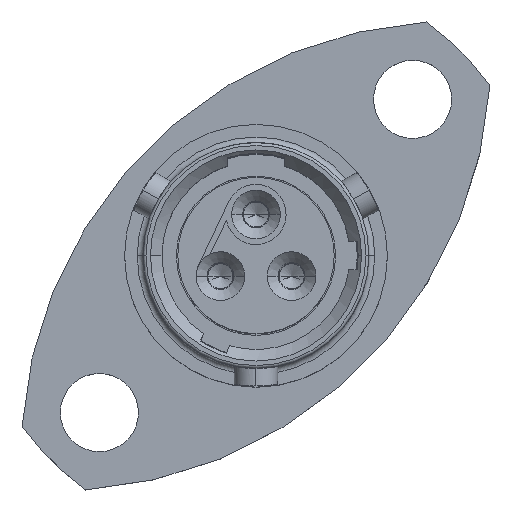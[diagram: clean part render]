
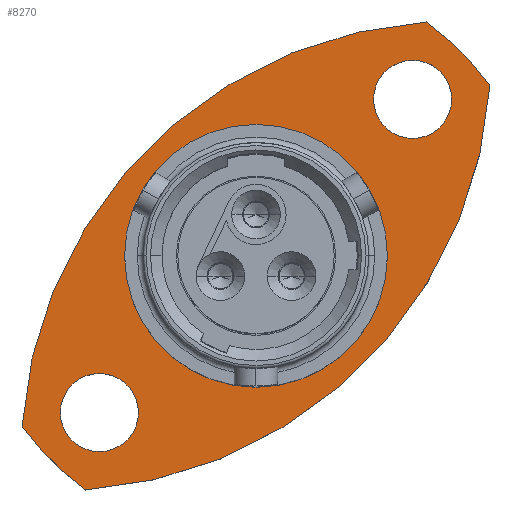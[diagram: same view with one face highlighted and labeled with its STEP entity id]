
A CAD part, top view. The second image highlights one B-rep face of the part: STEP entity #8270.
In plain terms, the highlighted planar face has unit normal (0, 0, 1).
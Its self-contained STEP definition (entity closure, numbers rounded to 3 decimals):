
#449 = CIRCLE ( 'NONE', #127890, 1.35 ) ;
#2334 = DIRECTION ( 'NONE',  ( 1., 0., 0. ) ) ;
#3283 = EDGE_LOOP ( 'NONE', ( #108399, #64761 ) ) ;
#4319 = EDGE_CURVE ( 'NONE', #49627, #121979, #14626, .T. ) ;
#6741 = CARTESIAN_POINT ( 'NONE',  ( -5.409, -5.409, 9.2 ) ) ;
#8270 = ADVANCED_FACE ( 'NONE', ( #61813, #118634, #91942, #31458 ), #139774, .T. ) ;
#10283 = ORIENTED_EDGE ( 'NONE', *, *, #18469, .F. ) ;
#12018 = EDGE_CURVE ( 'NONE', #28042, #20856, #111130, .T. ) ;
#12768 = ORIENTED_EDGE ( 'NONE', *, *, #57209, .F. ) ;
#13062 = CARTESIAN_POINT ( 'NONE',  ( 0., 0., 9.2 ) ) ;
#14626 = CIRCLE ( 'NONE', #31990, 1.35 ) ;
#18112 = DIRECTION ( 'NONE',  ( 1., 0., 0. ) ) ;
#18469 = EDGE_CURVE ( 'NONE', #35746, #28042, #66982, .T. ) ;
#18754 = DIRECTION ( 'NONE',  ( 0., 0., -1. ) ) ;
#18823 = CIRCLE ( 'NONE', #20612, 1.35 ) ;
#19680 = AXIS2_PLACEMENT_3D ( 'NONE', #111206, #43128, #122645 ) ;
#20283 = CARTESIAN_POINT ( 'NONE',  ( -4.537, 0., 9.2 ) ) ;
#20612 = AXIS2_PLACEMENT_3D ( 'NONE', #138561, #70547, #2334 ) ;
#20658 = CIRCLE ( 'NONE', #50610, 4.537 ) ;
#20856 = VERTEX_POINT ( 'NONE', #83841 ) ;
#24481 = DIRECTION ( 'NONE',  ( -1., 0., 0. ) ) ;
#24959 = AXIS2_PLACEMENT_3D ( 'NONE', #26901, #106474, #38370 ) ;
#25108 = VERTEX_POINT ( 'NONE', #94511 ) ;
#26901 = CARTESIAN_POINT ( 'NONE',  ( 0., 10., 9.2 ) ) ;
#28042 = VERTEX_POINT ( 'NONE', #105038 ) ;
#30929 = DIRECTION ( 'NONE',  ( 0., 0., 1. ) ) ;
#31458 = FACE_BOUND ( 'NONE', #107503, .T. ) ;
#31642 = CIRCLE ( 'NONE', #117536, 15. ) ;
#31990 = AXIS2_PLACEMENT_3D ( 'NONE', #99077, #30929, #110508 ) ;
#33646 = EDGE_LOOP ( 'NONE', ( #46497, #10283, #12768, #139849 ) ) ;
#35746 = VERTEX_POINT ( 'NONE', #132809 ) ;
#38370 = DIRECTION ( 'NONE',  ( 1., 0., 0. ) ) ;
#39698 = ORIENTED_EDGE ( 'NONE', *, *, #4319, .F. ) ;
#39755 = VERTEX_POINT ( 'NONE', #51762 ) ;
#41044 = DIRECTION ( 'NONE',  ( 0., 0., -1. ) ) ;
#41215 = EDGE_CURVE ( 'NONE', #119284, #25108, #20658, .T. ) ;
#43128 = DIRECTION ( 'NONE',  ( 0., 0., -1. ) ) ;
#46497 = ORIENTED_EDGE ( 'NONE', *, *, #12018, .F. ) ;
#49627 = VERTEX_POINT ( 'NONE', #85950 ) ;
#50074 = AXIS2_PLACEMENT_3D ( 'NONE', #6741, #86300, #18112 ) ;
#50610 = AXIS2_PLACEMENT_3D ( 'NONE', #109125, #41044, #120551 ) ;
#51762 = CARTESIAN_POINT ( 'NONE',  ( -8.08, -5.892, 9.2 ) ) ;
#52211 = CARTESIAN_POINT ( 'NONE',  ( 0., 0., 9.2 ) ) ;
#52382 = EDGE_CURVE ( 'NONE', #53191, #59794, #59858, .T. ) ;
#53191 = VERTEX_POINT ( 'NONE', #107803 ) ;
#53276 = CARTESIAN_POINT ( 'NONE',  ( 5.409, 5.409, 9.2 ) ) ;
#53728 = EDGE_CURVE ( 'NONE', #20856, #39755, #73738, .T. ) ;
#54253 = DIRECTION ( 'NONE',  ( 0., 0., -1. ) ) ;
#55987 = AXIS2_PLACEMENT_3D ( 'NONE', #13062, #92631, #24481 ) ;
#57209 = EDGE_CURVE ( 'NONE', #39755, #35746, #31642, .T. ) ;
#59794 = VERTEX_POINT ( 'NONE', #77794 ) ;
#59858 = CIRCLE ( 'NONE', #50074, 1.35 ) ;
#61813 = FACE_BOUND ( 'NONE', #3283, .T. ) ;
#63666 = DIRECTION ( 'NONE',  ( -1., 0., 0. ) ) ;
#64709 = DIRECTION ( 'NONE',  ( 1., 0., 0. ) ) ;
#64761 = ORIENTED_EDGE ( 'NONE', *, *, #86736, .F. ) ;
#66982 = CIRCLE ( 'NONE', #55987, 10. ) ;
#70547 = DIRECTION ( 'NONE',  ( 0., 0., 1. ) ) ;
#73646 = ORIENTED_EDGE ( 'NONE', *, *, #104960, .F. ) ;
#73738 = CIRCLE ( 'NONE', #19680, 10. ) ;
#77794 = CARTESIAN_POINT ( 'NONE',  ( -6.759, -5.409, 9.2 ) ) ;
#81009 = AXIS2_PLACEMENT_3D ( 'NONE', #122270, #54253, #133695 ) ;
#83343 = CIRCLE ( 'NONE', #129467, 4.537 ) ;
#83841 = CARTESIAN_POINT ( 'NONE',  ( -5.892, -8.08, 9.2 ) ) ;
#85950 = CARTESIAN_POINT ( 'NONE',  ( 4.059, 5.409, 9.2 ) ) ;
#86300 = DIRECTION ( 'NONE',  ( 0., 0., 1. ) ) ;
#86736 = EDGE_CURVE ( 'NONE', #59794, #53191, #18823, .T. ) ;
#86947 = CARTESIAN_POINT ( 'NONE',  ( 6.887, -6.887, 9.2 ) ) ;
#91942 = FACE_OUTER_BOUND ( 'NONE', #33646, .T. ) ;
#92631 = DIRECTION ( 'NONE',  ( 0., 0., -1. ) ) ;
#94511 = CARTESIAN_POINT ( 'NONE',  ( 4.537, 0., 9.2 ) ) ;
#98367 = DIRECTION ( 'NONE',  ( 1., 0., 0. ) ) ;
#99077 = CARTESIAN_POINT ( 'NONE',  ( 5.409, 5.409, 9.2 ) ) ;
#104960 = EDGE_CURVE ( 'NONE', #121979, #49627, #449, .T. ) ;
#105038 = CARTESIAN_POINT ( 'NONE',  ( 8.08, 5.892, 9.2 ) ) ;
#106474 = DIRECTION ( 'NONE',  ( 0., 0., 1. ) ) ;
#106771 = ORIENTED_EDGE ( 'NONE', *, *, #41215, .T. ) ;
#107503 = EDGE_LOOP ( 'NONE', ( #106771, #144949 ) ) ;
#107803 = CARTESIAN_POINT ( 'NONE',  ( -4.059, -5.409, 9.2 ) ) ;
#108399 = ORIENTED_EDGE ( 'NONE', *, *, #52382, .F. ) ;
#109125 = CARTESIAN_POINT ( 'NONE',  ( 0., 0., 9.2 ) ) ;
#110508 = DIRECTION ( 'NONE',  ( 1., 0., 0. ) ) ;
#111130 = CIRCLE ( 'NONE', #81009, 15. ) ;
#111206 = CARTESIAN_POINT ( 'NONE',  ( 0., 0., 9.2 ) ) ;
#117536 = AXIS2_PLACEMENT_3D ( 'NONE', #86947, #18754, #98367 ) ;
#118634 = FACE_BOUND ( 'NONE', #123621, .T. ) ;
#119284 = VERTEX_POINT ( 'NONE', #20283 ) ;
#120551 = DIRECTION ( 'NONE',  ( -1., 0., 0. ) ) ;
#121979 = VERTEX_POINT ( 'NONE', #129423 ) ;
#122270 = CARTESIAN_POINT ( 'NONE',  ( -6.887, 6.887, 9.2 ) ) ;
#122645 = DIRECTION ( 'NONE',  ( -1., 0., 0. ) ) ;
#123621 = EDGE_LOOP ( 'NONE', ( #73646, #39698 ) ) ;
#125148 = EDGE_CURVE ( 'NONE', #25108, #119284, #83343, .T. ) ;
#127890 = AXIS2_PLACEMENT_3D ( 'NONE', #53276, #132739, #64709 ) ;
#129423 = CARTESIAN_POINT ( 'NONE',  ( 6.759, 5.409, 9.2 ) ) ;
#129467 = AXIS2_PLACEMENT_3D ( 'NONE', #52211, #131696, #63666 ) ;
#131696 = DIRECTION ( 'NONE',  ( 0., 0., -1. ) ) ;
#132739 = DIRECTION ( 'NONE',  ( 0., 0., 1. ) ) ;
#132809 = CARTESIAN_POINT ( 'NONE',  ( 5.892, 8.08, 9.2 ) ) ;
#133695 = DIRECTION ( 'NONE',  ( 1., 0., 0. ) ) ;
#138561 = CARTESIAN_POINT ( 'NONE',  ( -5.409, -5.409, 9.2 ) ) ;
#139774 = PLANE ( 'NONE',  #24959 ) ;
#139849 = ORIENTED_EDGE ( 'NONE', *, *, #53728, .F. ) ;
#144949 = ORIENTED_EDGE ( 'NONE', *, *, #125148, .T. ) ;
